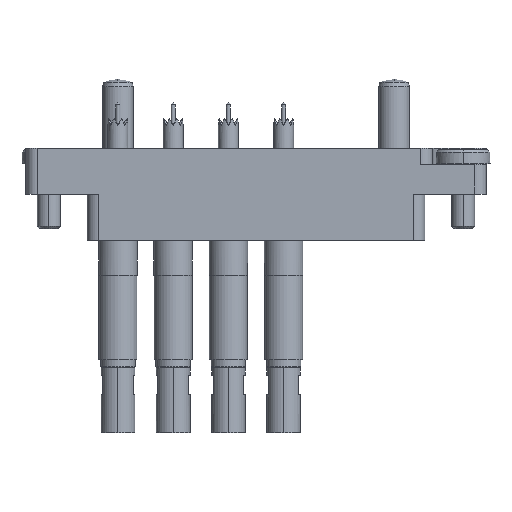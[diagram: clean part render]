
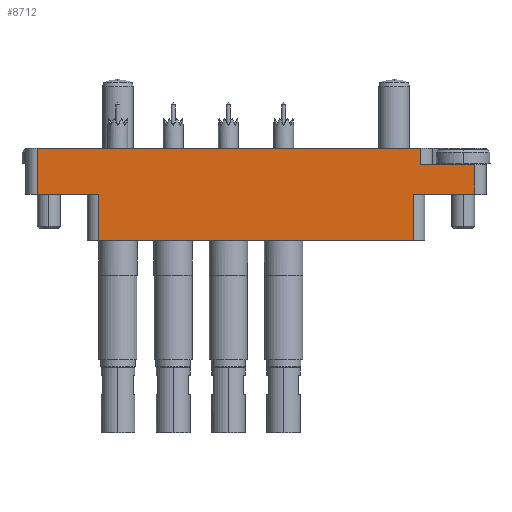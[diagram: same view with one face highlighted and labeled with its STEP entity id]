
A CAD part, left-side view. The second image highlights one B-rep face of the part: STEP entity #8712.
In plain terms, the highlighted face is planar.
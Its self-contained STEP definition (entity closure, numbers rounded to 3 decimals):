
#225 = EDGE_CURVE ( 'NONE', #2891, #4667, #19799, .T. ) ;
#352 = EDGE_CURVE ( 'NONE', #15408, #23707, #8509, .T. ) ;
#481 = CARTESIAN_POINT ( 'NONE',  ( 28.5, 3.9, 14.35 ) ) ;
#818 = EDGE_LOOP ( 'NONE', ( #9472, #4623, #9414, #17740, #5987, #23078, #17303, #13551, #2933, #4304 ) ) ;
#1380 = VERTEX_POINT ( 'NONE', #9593 ) ;
#1704 = CARTESIAN_POINT ( 'NONE',  ( -20.5, -6., 14.35 ) ) ;
#1844 = LINE ( 'NONE', #5245, #2003 ) ;
#2003 = VECTOR ( 'NONE', #7603, 1000. ) ;
#2231 = LINE ( 'NONE', #22025, #8739 ) ;
#2743 = DIRECTION ( 'NONE',  ( 0., 0., -1. ) ) ;
#2891 = VERTEX_POINT ( 'NONE', #6712 ) ;
#2909 = LINE ( 'NONE', #19165, #8361 ) ;
#2933 = ORIENTED_EDGE ( 'NONE', *, *, #6231, .F. ) ;
#4165 = VECTOR ( 'NONE', #8457, 1000. ) ;
#4304 = ORIENTED_EDGE ( 'NONE', *, *, #225, .T. ) ;
#4623 = ORIENTED_EDGE ( 'NONE', *, *, #15835, .T. ) ;
#4667 = VERTEX_POINT ( 'NONE', #1704 ) ;
#5100 = VERTEX_POINT ( 'NONE', #10164 ) ;
#5245 = CARTESIAN_POINT ( 'NONE',  ( 30., 0., 14.35 ) ) ;
#5282 = CARTESIAN_POINT ( 'NONE',  ( -28.5, 0., 14.35 ) ) ;
#5442 = EDGE_CURVE ( 'NONE', #18201, #1380, #9447, .T. ) ;
#5987 = ORIENTED_EDGE ( 'NONE', *, *, #352, .F. ) ;
#6231 = EDGE_CURVE ( 'NONE', #2891, #21951, #2231, .T. ) ;
#6511 = CARTESIAN_POINT ( 'NONE',  ( 20.5, 0., 14.35 ) ) ;
#6712 = CARTESIAN_POINT ( 'NONE',  ( -20.5, 0., 14.35 ) ) ;
#6930 = EDGE_CURVE ( 'NONE', #15408, #1380, #24044, .T. ) ;
#7138 = EDGE_CURVE ( 'NONE', #14371, #4667, #2909, .T. ) ;
#7603 = DIRECTION ( 'NONE',  ( -1., 0., 0. ) ) ;
#8361 = VECTOR ( 'NONE', #17071, 1000. ) ;
#8429 = CARTESIAN_POINT ( 'NONE',  ( 28.5, 3.9, 14.35 ) ) ;
#8457 = DIRECTION ( 'NONE',  ( 0., 1., 0. ) ) ;
#8509 = LINE ( 'NONE', #16122, #11492 ) ;
#8614 = DIRECTION ( 'NONE',  ( 0., 1., 0. ) ) ;
#8712 = ADVANCED_FACE ( 'NONE', ( #17179 ), #16911, .F. ) ;
#8739 = VECTOR ( 'NONE', #16123, 1000. ) ;
#8809 = VECTOR ( 'NONE', #20610, 1000. ) ;
#9414 = ORIENTED_EDGE ( 'NONE', *, *, #17690, .F. ) ;
#9447 = LINE ( 'NONE', #22968, #13237 ) ;
#9472 = ORIENTED_EDGE ( 'NONE', *, *, #7138, .F. ) ;
#9593 = CARTESIAN_POINT ( 'NONE',  ( 21.5, 6., 14.35 ) ) ;
#9715 = CARTESIAN_POINT ( 'NONE',  ( -20.5, 0., 14.35 ) ) ;
#10164 = CARTESIAN_POINT ( 'NONE',  ( 20.5, 0., 14.35 ) ) ;
#10646 = VECTOR ( 'NONE', #19676, 1000. ) ;
#10949 = LINE ( 'NONE', #481, #4165 ) ;
#11492 = VECTOR ( 'NONE', #17970, 1000. ) ;
#11644 = VECTOR ( 'NONE', #8614, 1000. ) ;
#11664 = EDGE_CURVE ( 'NONE', #17339, #23707, #10949, .T. ) ;
#12725 = DIRECTION ( 'NONE',  ( -1., 0., 0. ) ) ;
#13237 = VECTOR ( 'NONE', #25069, 1000. ) ;
#13551 = ORIENTED_EDGE ( 'NONE', *, *, #21726, .T. ) ;
#13552 = LINE ( 'NONE', #5282, #25096 ) ;
#14371 = VERTEX_POINT ( 'NONE', #22952 ) ;
#15188 = CARTESIAN_POINT ( 'NONE',  ( -28.5, 0., 14.35 ) ) ;
#15408 = VERTEX_POINT ( 'NONE', #25059 ) ;
#15835 = EDGE_CURVE ( 'NONE', #14371, #5100, #20421, .T. ) ;
#16122 = CARTESIAN_POINT ( 'NONE',  ( 30., 3.9, 14.35 ) ) ;
#16123 = DIRECTION ( 'NONE',  ( -1., 0., 0. ) ) ;
#16911 = PLANE ( 'NONE',  #19089 ) ;
#16983 = CARTESIAN_POINT ( 'NONE',  ( 28.5, 0., 14.35 ) ) ;
#17071 = DIRECTION ( 'NONE',  ( -1., 0., 0. ) ) ;
#17179 = FACE_OUTER_BOUND ( 'NONE', #818, .T. ) ;
#17303 = ORIENTED_EDGE ( 'NONE', *, *, #5442, .F. ) ;
#17339 = VERTEX_POINT ( 'NONE', #16983 ) ;
#17690 = EDGE_CURVE ( 'NONE', #17339, #5100, #1844, .T. ) ;
#17740 = ORIENTED_EDGE ( 'NONE', *, *, #11664, .T. ) ;
#17970 = DIRECTION ( 'NONE',  ( 1., 0., 0. ) ) ;
#18201 = VERTEX_POINT ( 'NONE', #22639 ) ;
#19089 = AXIS2_PLACEMENT_3D ( 'NONE', #22946, #2743, #12725 ) ;
#19165 = CARTESIAN_POINT ( 'NONE',  ( -22., -6., 14.35 ) ) ;
#19676 = DIRECTION ( 'NONE',  ( 0., -1., 0. ) ) ;
#19799 = LINE ( 'NONE', #9715, #10646 ) ;
#20421 = LINE ( 'NONE', #6511, #11644 ) ;
#20610 = DIRECTION ( 'NONE',  ( 0., 1., 0. ) ) ;
#21540 = DIRECTION ( 'NONE',  ( 0., -1., 0. ) ) ;
#21726 = EDGE_CURVE ( 'NONE', #18201, #21951, #13552, .T. ) ;
#21951 = VERTEX_POINT ( 'NONE', #15188 ) ;
#22025 = CARTESIAN_POINT ( 'NONE',  ( 30., 0., 14.35 ) ) ;
#22197 = CARTESIAN_POINT ( 'NONE',  ( 21.5, 0., 14.35 ) ) ;
#22639 = CARTESIAN_POINT ( 'NONE',  ( -28.5, 6., 14.35 ) ) ;
#22946 = CARTESIAN_POINT ( 'NONE',  ( -30., 0., 14.35 ) ) ;
#22952 = CARTESIAN_POINT ( 'NONE',  ( 20.5, -6., 14.35 ) ) ;
#22968 = CARTESIAN_POINT ( 'NONE',  ( -30., 6., 14.35 ) ) ;
#23078 = ORIENTED_EDGE ( 'NONE', *, *, #6930, .T. ) ;
#23707 = VERTEX_POINT ( 'NONE', #8429 ) ;
#24044 = LINE ( 'NONE', #22197, #8809 ) ;
#25059 = CARTESIAN_POINT ( 'NONE',  ( 21.5, 3.9, 14.35 ) ) ;
#25069 = DIRECTION ( 'NONE',  ( 1., 0., 0. ) ) ;
#25096 = VECTOR ( 'NONE', #21540, 1000. ) ;
